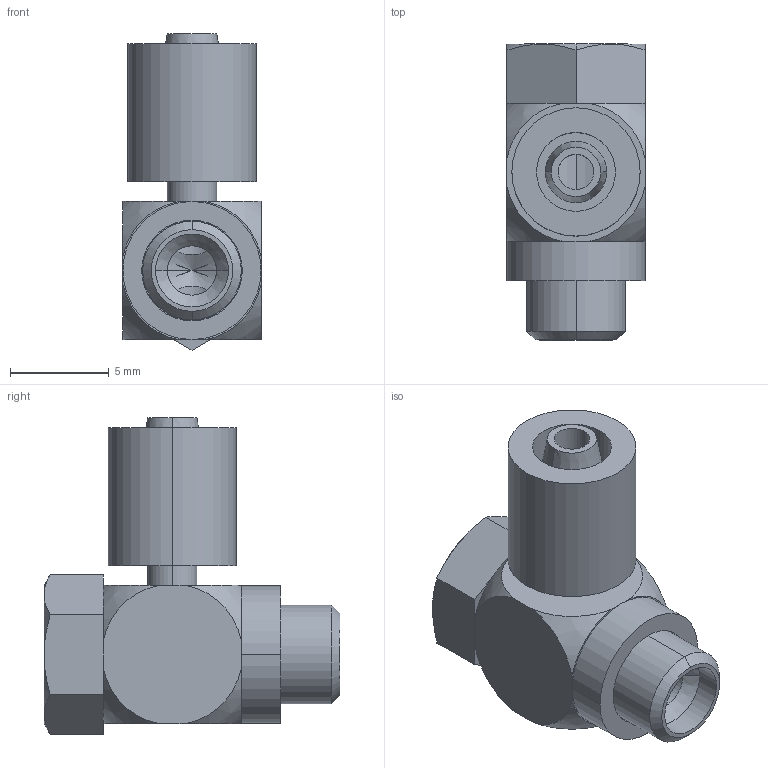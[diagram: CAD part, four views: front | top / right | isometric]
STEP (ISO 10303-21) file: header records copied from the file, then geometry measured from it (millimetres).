
FILE_DESCRIPTION(/* description */ ('VariCAD 2016-1.04 AP-214'),/* implementation_level */ '2;1');
FILE_NAME(/* name */ 'Einschraubwinkel_mit_Ueberwurfmutter_M5-4mm.stp',/* time_stamp */ '2016-09-21T21:18:45+02:00',/* author */ (''),/* organization */ (''),/* preprocessor_version */ 'ST-DEVELOPER v14',/* originating_system */ 'VariCAD 2016-1.04; kernel version (20130303)',/* authorisation */ '');
FILE_SCHEMA (('AUTOMOTIVE_DESIGN'));
Length unit declared in the file: millimetre
Products named in the file (2): Einschraubwinkel_mit_Ueberwurfmutter_M5-4mm; Einschraubwinkel
Assembly tree (1 placements, depth 2):
  Einschraubwinkel_mit_Ueberwurfmutter_M5-4mm
    Einschraubwinkel
Bounding box: 7 x 15 x 16.04 mm (x, y, z)
Volume: 687.1 mm3; surface area: 1218.1 mm2
Topology: 1 solids, 1 shells, 95 faces, 224 edges, 135 vertices
Faces by surface type: plane 36, cylinder 34, cone 17, sphere 8
Entity records: 3497 total; most frequent: CARTESIAN_POINT 803, DIRECTION 451, ORIENTED_EDGE 444, EDGE_CURVE 222, AXIS2_PLACEMENT_3D 181, VERTEX_POINT 135, EDGE_LOOP 107, ADVANCED_FACE 95
